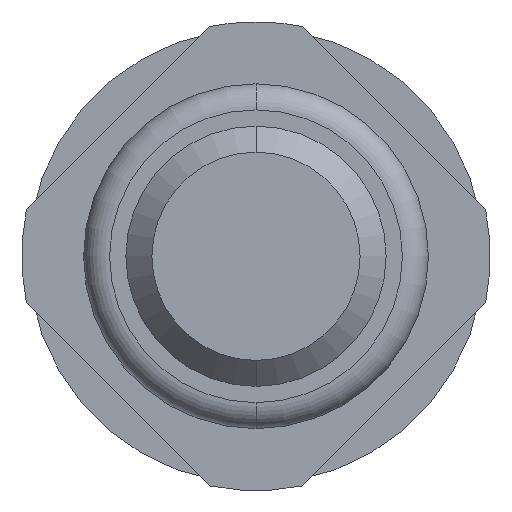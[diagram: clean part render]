
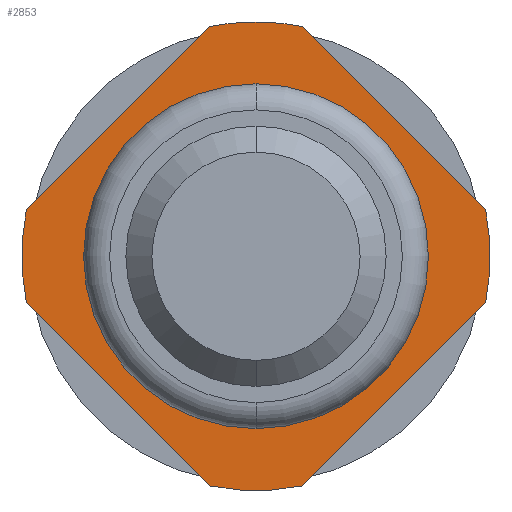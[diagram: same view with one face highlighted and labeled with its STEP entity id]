
A CAD part, front view. The second image highlights one B-rep face of the part: STEP entity #2853.
In plain terms, the highlighted planar face has unit normal (0, -1, 0).
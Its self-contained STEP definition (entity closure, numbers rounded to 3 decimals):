
#1 = ORIENTED_EDGE ( 'NONE', *, *, #2685, .F. ) ;
#132 = DIRECTION ( 'NONE',  ( 0., 1., 0. ) ) ;
#139 = ORIENTED_EDGE ( 'NONE', *, *, #2417, .F. ) ;
#180 = PLANE ( 'NONE',  #933 ) ;
#225 = DIRECTION ( 'NONE',  ( 0., 1., 0. ) ) ;
#311 = CARTESIAN_POINT ( 'NONE',  ( -1.764, -2., -0.357 ) ) ;
#333 = EDGE_LOOP ( 'NONE', ( #1821, #2655 ) ) ;
#352 = CARTESIAN_POINT ( 'NONE',  ( -1.764, -2., 0.357 ) ) ;
#393 = AXIS2_PLACEMENT_3D ( 'NONE', #559, #1106, #2574 ) ;
#409 = VECTOR ( 'NONE', #3457, 1000. ) ;
#440 = CARTESIAN_POINT ( 'NONE',  ( 0., -2., 1.325 ) ) ;
#471 = DIRECTION ( 'NONE',  ( 0., 0., 1. ) ) ;
#513 = CARTESIAN_POINT ( 'NONE',  ( 0.357, -2., 1.764 ) ) ;
#559 = CARTESIAN_POINT ( 'NONE',  ( 0., -2., 0. ) ) ;
#586 = CARTESIAN_POINT ( 'NONE',  ( -0.161, -2., -1.961 ) ) ;
#608 = VERTEX_POINT ( 'NONE', #440 ) ;
#661 = DIRECTION ( 'NONE',  ( 0., 0., 1. ) ) ;
#679 = CARTESIAN_POINT ( 'NONE',  ( 1.961, -2., 0.161 ) ) ;
#688 = CARTESIAN_POINT ( 'NONE',  ( 0., -2., 1.8 ) ) ;
#713 = CIRCLE ( 'NONE', #2401, 1.8 ) ;
#758 = CARTESIAN_POINT ( 'NONE',  ( 1.8, -2., 0. ) ) ;
#771 = AXIS2_PLACEMENT_3D ( 'NONE', #1444, #225, #1121 ) ;
#778 = ORIENTED_EDGE ( 'NONE', *, *, #3437, .F. ) ;
#798 = DIRECTION ( 'NONE',  ( 0., 1., 0. ) ) ;
#898 = VERTEX_POINT ( 'NONE', #2638 ) ;
#910 = ORIENTED_EDGE ( 'NONE', *, *, #3196, .F. ) ;
#913 = CARTESIAN_POINT ( 'NONE',  ( 0.357, -2., -1.764 ) ) ;
#933 = AXIS2_PLACEMENT_3D ( 'NONE', #758, #2892, #1156 ) ;
#937 = DIRECTION ( 'NONE',  ( 0., 1., 0. ) ) ;
#938 = CARTESIAN_POINT ( 'NONE',  ( -0.357, -2., 1.764 ) ) ;
#1004 = CIRCLE ( 'NONE', #1734, 1.325 ) ;
#1009 = DIRECTION ( 'NONE',  ( 0.707, 0., -0.707 ) ) ;
#1021 = EDGE_CURVE ( 'Defeature ausgef�hrt3_4+Defeature ausgef�hrt3_0+Defeature ausgef�hrt3_15+Defeature ausgef�hrt3_16', #3447, #1469, #1435, .T. ) ;
#1043 = VERTEX_POINT ( 'NONE', #513 ) ;
#1058 = EDGE_CURVE ( 'Defeature ausgef�hrt3_3+Defeature ausgef�hrt3_0+Defeature ausgef�hrt3_16+Defeature ausgef�hrt3_17', #1147, #1951, #3228, .T. ) ;
#1106 = DIRECTION ( 'NONE',  ( 0., 1., 0. ) ) ;
#1121 = DIRECTION ( 'NONE',  ( 0., 0., 1. ) ) ;
#1147 = VERTEX_POINT ( 'NONE', #311 ) ;
#1156 = DIRECTION ( 'NONE',  ( 0., 0., 1. ) ) ;
#1174 = LINE ( 'NONE', #586, #409 ) ;
#1283 = AXIS2_PLACEMENT_3D ( 'NONE', #1624, #937, #1809 ) ;
#1357 = VECTOR ( 'NONE', #2869, 1000. ) ;
#1435 = CIRCLE ( 'NONE', #393, 1.8 ) ;
#1444 = CARTESIAN_POINT ( 'NONE',  ( 0., -2., 0. ) ) ;
#1469 = VERTEX_POINT ( 'NONE', #2742 ) ;
#1624 = CARTESIAN_POINT ( 'NONE',  ( 0., -2., 0. ) ) ;
#1629 = AXIS2_PLACEMENT_3D ( 'NONE', #1665, #798, #471 ) ;
#1638 = ORIENTED_EDGE ( 'NONE', *, *, #2617, .F. ) ;
#1644 = EDGE_CURVE ( 'Defeature ausgef�hrt3_17+Defeature ausgef�hrt3_0+Defeature ausgef�hrt3_3+Defeature ausgef�hrt3_2', #1951, #3065, #3361, .T. ) ;
#1654 = ORIENTED_EDGE ( 'NONE', *, *, #1058, .F. ) ;
#1664 = VERTEX_POINT ( 'NONE', #3111 ) ;
#1665 = CARTESIAN_POINT ( 'NONE',  ( 0., -2., 0. ) ) ;
#1728 = LINE ( 'NONE', #2595, #1357 ) ;
#1734 = AXIS2_PLACEMENT_3D ( 'NONE', #2434, #132, #2722 ) ;
#1798 = CARTESIAN_POINT ( 'NONE',  ( 0., -2., 0. ) ) ;
#1809 = DIRECTION ( 'NONE',  ( 0., 0., 1. ) ) ;
#1821 = ORIENTED_EDGE ( 'NONE', *, *, #2325, .T. ) ;
#1839 = EDGE_CURVE ( 'Defeature ausgef�hrt3_0+Defeature ausgef�hrt3_12+Defeature ausgef�hrt3_12+Defeature ausgef�hrt3_12', #1664, #608, #2162, .T. ) ;
#1843 = LINE ( 'NONE', #679, #3618 ) ;
#1846 = ORIENTED_EDGE ( 'NONE', *, *, #1021, .F. ) ;
#1886 = DIRECTION ( 'NONE',  ( 0., 1., 0. ) ) ;
#1903 = CIRCLE ( 'NONE', #1283, 1.8 ) ;
#1951 = VERTEX_POINT ( 'NONE', #352 ) ;
#2162 = CIRCLE ( 'NONE', #2382, 1.325 ) ;
#2325 = EDGE_CURVE ( 'Defeature ausgef�hrt3_0+Defeature ausgef�hrt3_12+Defeature ausgef�hrt3_12+Defeature ausgef�hrt3_12', #608, #1664, #1004, .T. ) ;
#2382 = AXIS2_PLACEMENT_3D ( 'NONE', #1798, #2415, #661 ) ;
#2401 = AXIS2_PLACEMENT_3D ( 'NONE', #2461, #1886, #3296 ) ;
#2413 = VERTEX_POINT ( 'NONE', #688 ) ;
#2415 = DIRECTION ( 'NONE',  ( 0., 1., 0. ) ) ;
#2417 = EDGE_CURVE ( 'Defeature ausgef�hrt3_18+Defeature ausgef�hrt3_0+Defeature ausgef�hrt3_2+Defeature ausgef�hrt3_1', #1043, #2941, #1843, .T. ) ;
#2434 = CARTESIAN_POINT ( 'NONE',  ( 0., -2., 0. ) ) ;
#2444 = CIRCLE ( 'NONE', #1629, 1.8 ) ;
#2461 = CARTESIAN_POINT ( 'NONE',  ( 0., -2., 0. ) ) ;
#2463 = EDGE_LOOP ( 'NONE', ( #139, #778, #3042, #3030, #1654, #1, #1846, #1638, #910 ) ) ;
#2497 = FACE_BOUND ( 'NONE', #333, .T. ) ;
#2574 = DIRECTION ( 'NONE',  ( 0., 0., 1. ) ) ;
#2592 = CARTESIAN_POINT ( 'NONE',  ( 1.764, -2., 0.357 ) ) ;
#2595 = CARTESIAN_POINT ( 'NONE',  ( 1.961, -2., -0.161 ) ) ;
#2617 = EDGE_CURVE ( 'Defeature ausgef�hrt3_15+Defeature ausgef�hrt3_0+Defeature ausgef�hrt3_1+Defeature ausgef�hrt3_4', #898, #3447, #1728, .T. ) ;
#2638 = CARTESIAN_POINT ( 'NONE',  ( 1.764, -2., -0.357 ) ) ;
#2655 = ORIENTED_EDGE ( 'NONE', *, *, #1839, .T. ) ;
#2660 = VECTOR ( 'NONE', #3100, 1000. ) ;
#2685 = EDGE_CURVE ( 'Defeature ausgef�hrt3_16+Defeature ausgef�hrt3_0+Defeature ausgef�hrt3_4+Defeature ausgef�hrt3_3', #1469, #1147, #1174, .T. ) ;
#2722 = DIRECTION ( 'NONE',  ( 0., 0., 1. ) ) ;
#2742 = CARTESIAN_POINT ( 'NONE',  ( -0.357, -2., -1.764 ) ) ;
#2853 = ADVANCED_FACE ( 'Defeature ausgef�hrt3_0', ( #2497, #3018 ), #180, .F. ) ;
#2869 = DIRECTION ( 'NONE',  ( -0.707, 0., -0.707 ) ) ;
#2892 = DIRECTION ( 'NONE',  ( 0., 1., 0. ) ) ;
#2941 = VERTEX_POINT ( 'NONE', #2592 ) ;
#3018 = FACE_OUTER_BOUND ( 'NONE', #2463, .T. ) ;
#3030 = ORIENTED_EDGE ( 'NONE', *, *, #1644, .F. ) ;
#3042 = ORIENTED_EDGE ( 'NONE', *, *, #3585, .F. ) ;
#3065 = VERTEX_POINT ( 'NONE', #938 ) ;
#3100 = DIRECTION ( 'NONE',  ( 0.707, 0., 0.707 ) ) ;
#3111 = CARTESIAN_POINT ( 'NONE',  ( 0., -2., -1.325 ) ) ;
#3124 = CARTESIAN_POINT ( 'NONE',  ( -0.161, -2., 1.961 ) ) ;
#3196 = EDGE_CURVE ( 'Defeature ausgef�hrt3_1+Defeature ausgef�hrt3_0+Defeature ausgef�hrt3_18+Defeature ausgef�hrt3_15', #2941, #898, #713, .T. ) ;
#3228 = CIRCLE ( 'NONE', #771, 1.8 ) ;
#3296 = DIRECTION ( 'NONE',  ( 0., 0., 1. ) ) ;
#3361 = LINE ( 'NONE', #3124, #2660 ) ;
#3437 = EDGE_CURVE ( 'Defeature ausgef�hrt3_2+Defeature ausgef�hrt3_0+Defeature ausgef�hrt3_17+Defeature ausgef�hrt3_18', #2413, #1043, #1903, .T. ) ;
#3447 = VERTEX_POINT ( 'NONE', #913 ) ;
#3457 = DIRECTION ( 'NONE',  ( -0.707, 0., 0.707 ) ) ;
#3585 = EDGE_CURVE ( 'Defeature ausgef�hrt3_2+Defeature ausgef�hrt3_0+Defeature ausgef�hrt3_17+Defeature ausgef�hrt3_18', #3065, #2413, #2444, .T. ) ;
#3618 = VECTOR ( 'NONE', #1009, 1000. ) ;
